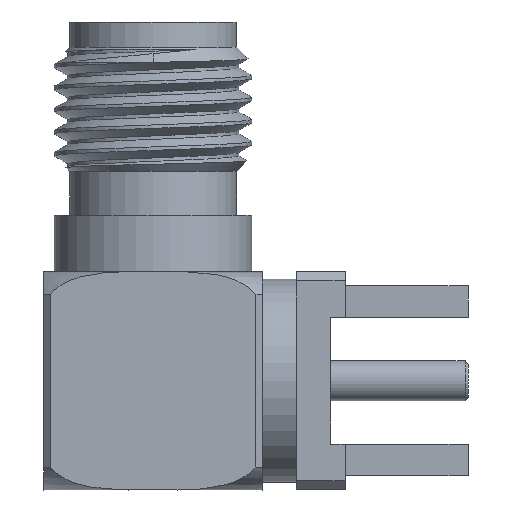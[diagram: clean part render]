
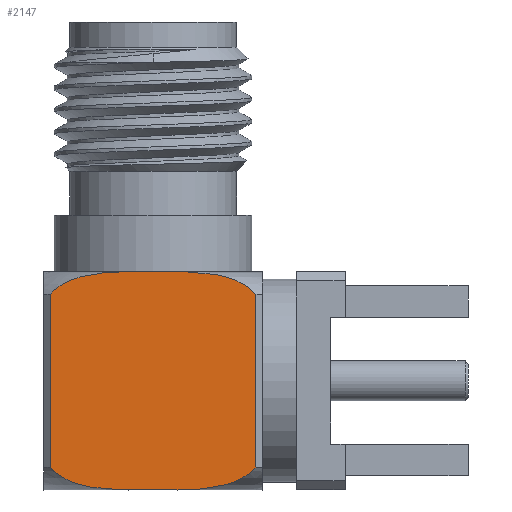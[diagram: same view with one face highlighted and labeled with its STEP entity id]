
A CAD part, left-side view. The second image highlights one B-rep face of the part: STEP entity #2147.
In plain terms, the highlighted planar face has unit normal (-1, 0, 0).
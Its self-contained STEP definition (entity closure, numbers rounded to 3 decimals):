
#43=LINE('',#3572,#153);
#45=LINE('',#3637,#155);
#153=VECTOR('',#2434,1000.);
#155=VECTOR('',#2460,1000.);
#267=PLANE('',#2265);
#354=B_SPLINE_CURVE_WITH_KNOTS('',3,(#3579,#3580,#3581,#3582,#3583,#3584),
 .UNSPECIFIED.,.F.,.F.,(4,1,1,4),(0.,0.002,
0.003,0.003),.UNSPECIFIED.);
#355=B_SPLINE_CURVE_WITH_KNOTS('',3,(#3591,#3592,#3593,#3594,#3595,#3596),
 .UNSPECIFIED.,.F.,.F.,(4,1,1,4),(0.014,0.015,
0.016,0.018),.UNSPECIFIED.);
#360=B_SPLINE_CURVE_WITH_KNOTS('',3,(#3630,#3631,#3632,#3633,#3634,#3635),
 .UNSPECIFIED.,.F.,.F.,(4,1,1,4),(0.,0.002,0.003,
0.003),.UNSPECIFIED.);
#361=B_SPLINE_CURVE_WITH_KNOTS('',3,(#3639,#3640,#3641,#3642,#3643,#3644),
 .UNSPECIFIED.,.F.,.F.,(4,1,1,4),(0.014,0.015,
0.016,0.018),.UNSPECIFIED.);
#448=ORIENTED_EDGE('',*,*,#819,.T.);
#449=ORIENTED_EDGE('',*,*,#817,.T.);
#450=ORIENTED_EDGE('',*,*,#822,.T.);
#451=ORIENTED_EDGE('',*,*,#831,.T.);
#452=ORIENTED_EDGE('',*,*,#832,.T.);
#453=ORIENTED_EDGE('',*,*,#833,.T.);
#817=EDGE_CURVE('',#1019,#1018,#43,.T.);
#819=EDGE_CURVE('',#1020,#1019,#354,.T.);
#822=EDGE_CURVE('',#1018,#1022,#355,.T.);
#831=EDGE_CURVE('',#1022,#1027,#360,.T.);
#832=EDGE_CURVE('',#1027,#1028,#45,.T.);
#833=EDGE_CURVE('',#1028,#1020,#361,.T.);
#1018=VERTEX_POINT('',#3571);
#1019=VERTEX_POINT('',#3573);
#1020=VERTEX_POINT('',#3585);
#1022=VERTEX_POINT('',#3597);
#1027=VERTEX_POINT('',#3636);
#1028=VERTEX_POINT('',#3638);
#1219=EDGE_LOOP('',(#448,#449,#450,#451,#452,#453));
#1346=FACE_BOUND('',#1219,.T.);
#2147=ADVANCED_FACE('',(#1346),#267,.T.);
#2265=AXIS2_PLACEMENT_3D('',#3629,#2458,#2459);
#2434=DIRECTION('',(0.,0.,-1.));
#2458=DIRECTION('',(-1.,0.,0.));
#2459=DIRECTION('',(0.,0.,1.));
#2460=DIRECTION('',(0.,0.,1.));
#3571=CARTESIAN_POINT('',(-3.5,3.3,-6.279));
#3572=CARTESIAN_POINT('',(-3.5,3.3,-7.));
#3573=CARTESIAN_POINT('',(-3.5,3.3,-0.721));
#3579=CARTESIAN_POINT('',(-3.5,0.,0.));
#3580=CARTESIAN_POINT('',(-3.5,0.579,0.));
#3581=CARTESIAN_POINT('',(-3.5,1.451,0.025));
#3582=CARTESIAN_POINT('',(-3.5,2.594,-0.204));
#3583=CARTESIAN_POINT('',(-3.5,3.104,-0.509));
#3584=CARTESIAN_POINT('',(-3.5,3.3,-0.721));
#3585=CARTESIAN_POINT('',(-3.5,0.,0.));
#3591=CARTESIAN_POINT('',(-3.5,3.3,-6.279));
#3592=CARTESIAN_POINT('',(-3.5,3.103,-6.493));
#3593=CARTESIAN_POINT('',(-3.5,2.59,-6.797));
#3594=CARTESIAN_POINT('',(-3.5,1.449,-7.025));
#3595=CARTESIAN_POINT('',(-3.5,0.585,-7.));
#3596=CARTESIAN_POINT('',(-3.5,0.,-7.));
#3597=CARTESIAN_POINT('',(-3.5,0.,-7.));
#3629=CARTESIAN_POINT('',(-3.5,3.5,-7.));
#3630=CARTESIAN_POINT('',(-3.5,0.,-7.));
#3631=CARTESIAN_POINT('',(-3.5,-0.579,-7.));
#3632=CARTESIAN_POINT('',(-3.5,-1.451,-7.025));
#3633=CARTESIAN_POINT('',(-3.5,-2.594,-6.796));
#3634=CARTESIAN_POINT('',(-3.5,-3.104,-6.491));
#3635=CARTESIAN_POINT('',(-3.5,-3.3,-6.279));
#3636=CARTESIAN_POINT('',(-3.5,-3.3,-6.279));
#3637=CARTESIAN_POINT('',(-3.5,-3.3,-7.));
#3638=CARTESIAN_POINT('',(-3.5,-3.3,-0.721));
#3639=CARTESIAN_POINT('',(-3.5,-3.3,-0.721));
#3640=CARTESIAN_POINT('',(-3.5,-3.103,-0.507));
#3641=CARTESIAN_POINT('',(-3.5,-2.59,-0.203));
#3642=CARTESIAN_POINT('',(-3.5,-1.449,0.025));
#3643=CARTESIAN_POINT('',(-3.5,-0.585,0.));
#3644=CARTESIAN_POINT('',(-3.5,0.,0.));
